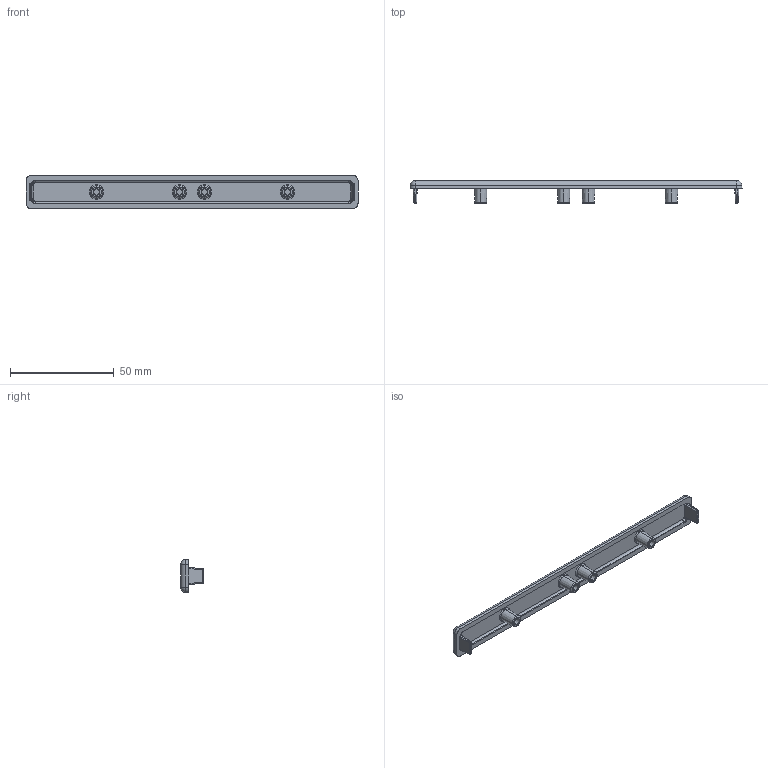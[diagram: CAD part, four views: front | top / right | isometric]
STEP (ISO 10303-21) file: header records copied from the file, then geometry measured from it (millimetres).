
FILE_DESCRIPTION (( 'STEP AP214' ), '1' );
FILE_NAME ('091278.STEP', '2014-09-09T07:23:18', ( '' ), ( '' ), 'SwSTEP 2.0', 'SolidWorks 2014', '' );
FILE_SCHEMA (( 'AUTOMOTIVE_DESIGN' ));
Length unit declared in the file: millimetre
Products named in the file (1): 091278
Bounding box: 160 x 11 x 16 mm (x, y, z)
Volume: 8062.5 mm3; surface area: 7588.4 mm2
Topology: 1 solids, 1 shells, 109 faces, 250 edges, 140 vertices
Faces by surface type: cylinder 30, plane 27, torus 16, cone 16, sphere 12, bspline 8
Entity records: 3098 total; most frequent: CARTESIAN_POINT 756, DIRECTION 506, ORIENTED_EDGE 476, EDGE_CURVE 238, AXIS2_PLACEMENT_3D 210, VERTEX_POINT 140, EDGE_LOOP 118, FACE_OUTER_BOUND 109
